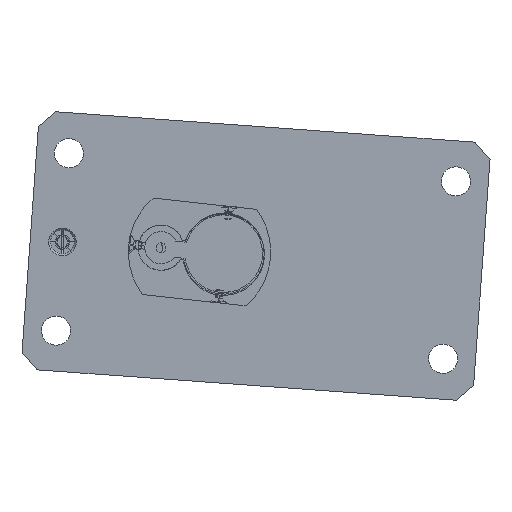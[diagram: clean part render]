
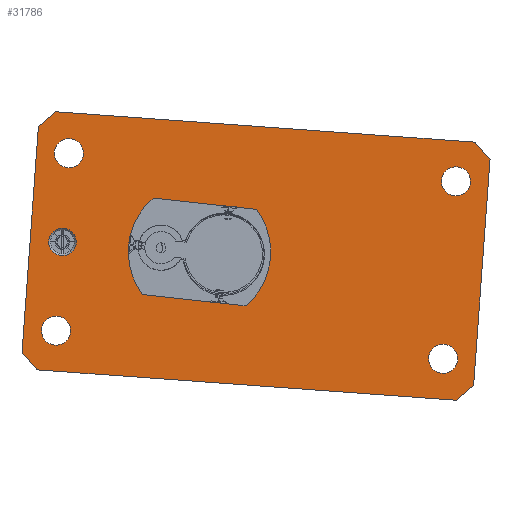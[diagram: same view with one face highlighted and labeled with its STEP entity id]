
A CAD part, left-side view. The second image highlights one B-rep face of the part: STEP entity #31786.
In plain terms, the highlighted face is planar.
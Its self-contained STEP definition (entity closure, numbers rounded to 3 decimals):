
#4048=CARTESIAN_POINT('',(-83.025,42.521,72.));
#4049=VERTEX_POINT('',#4048);
#4058=CARTESIAN_POINT('',(-92.025,42.521,72.));
#4059=VERTEX_POINT('',#4058);
#4060=CARTESIAN_POINT('',(-87.525,42.521,72.));
#4061=DIRECTION('',(0.,0.,-1.0));
#4062=DIRECTION('',(1.0,0.,0.));
#4063=AXIS2_PLACEMENT_3D('',#4060,#4061,#4062);
#4064=CIRCLE('',#4063,4.5);
#4065=EDGE_CURVE('',#4059,#4049,#4064,.T.);
#4090=CARTESIAN_POINT('',(36.975,42.521,72.));
#4091=VERTEX_POINT('',#4090);
#4100=CARTESIAN_POINT('',(27.975,42.521,72.));
#4101=VERTEX_POINT('',#4100);
#4102=CARTESIAN_POINT('',(32.475,42.521,72.));
#4103=DIRECTION('',(0.,0.,-1.0));
#4104=DIRECTION('',(1.0,0.,0.));
#4105=AXIS2_PLACEMENT_3D('',#4102,#4103,#4104);
#4106=CIRCLE('',#4105,4.5);
#4107=EDGE_CURVE('',#4101,#4091,#4106,.T.);
#4132=CARTESIAN_POINT('',(-83.025,97.521,72.));
#4133=VERTEX_POINT('',#4132);
#4142=CARTESIAN_POINT('',(-92.025,97.521,72.));
#4143=VERTEX_POINT('',#4142);
#4144=CARTESIAN_POINT('',(-87.525,97.521,72.));
#4145=DIRECTION('',(0.,0.,-1.0));
#4146=DIRECTION('',(1.0,0.,0.));
#4147=AXIS2_PLACEMENT_3D('',#4144,#4145,#4146);
#4148=CIRCLE('',#4147,4.5);
#4149=EDGE_CURVE('',#4143,#4133,#4148,.T.);
#4174=CARTESIAN_POINT('',(36.975,97.521,72.));
#4175=VERTEX_POINT('',#4174);
#4184=CARTESIAN_POINT('',(27.975,97.521,72.));
#4185=VERTEX_POINT('',#4184);
#4186=CARTESIAN_POINT('',(32.475,97.521,72.));
#4187=DIRECTION('',(0.,0.,-1.0));
#4188=DIRECTION('',(1.0,0.,0.));
#4189=AXIS2_PLACEMENT_3D('',#4186,#4187,#4188);
#4190=CIRCLE('',#4189,4.5);
#4191=EDGE_CURVE('',#4185,#4175,#4190,.T.);
#4258=CARTESIAN_POINT('',(29.448,73.004,72.));
#4259=VERTEX_POINT('',#4258);
#4273=CARTESIAN_POINT('',(35.502,67.038,72.));
#4274=VERTEX_POINT('',#4273);
#4281=CARTESIAN_POINT('',(32.475,70.021,72.));
#4282=DIRECTION('',(0.,0.,1.));
#4283=DIRECTION('',(-0.712,0.702,0.));
#4284=AXIS2_PLACEMENT_3D('',#4281,#4282,#4283);
#4285=CIRCLE('',#4284,4.25);
#4286=EDGE_CURVE('',#4274,#4259,#4285,.T.);
#4298=CARTESIAN_POINT('',(-6.525,70.021,72.));
#4299=VERTEX_POINT('',#4298);
#4315=CARTESIAN_POINT('',(-28.525,70.021,72.));
#4316=VERTEX_POINT('',#4315);
#4323=CARTESIAN_POINT('',(-17.525,70.021,72.));
#4324=DIRECTION('',(0.,0.,-1.0));
#4325=DIRECTION('',(1.0,0.,0.));
#4326=AXIS2_PLACEMENT_3D('',#4323,#4324,#4325);
#4327=CIRCLE('',#4326,11.0);
#4328=EDGE_CURVE('',#4299,#4316,#4327,.T.);
#4378=CARTESIAN_POINT('',(7.518,67.725,72.));
#4379=VERTEX_POINT('',#4378);
#4395=CARTESIAN_POINT('',(-3.568,72.317,72.));
#4396=VERTEX_POINT('',#4395);
#4403=CARTESIAN_POINT('',(1.975,70.021,72.));
#4404=DIRECTION('',(0.,0.,-1.0));
#4405=DIRECTION('',(0.924,-0.383,0.));
#4406=AXIS2_PLACEMENT_3D('',#4403,#4404,#4405);
#4407=CIRCLE('',#4406,6.0);
#4408=EDGE_CURVE('',#4379,#4396,#4407,.T.);
#31591=CARTESIAN_POINT('',(1.975,70.021,72.));
#31592=DIRECTION('',(0.,0.,-1.0));
#31593=DIRECTION('',(0.924,-0.383,0.));
#31594=AXIS2_PLACEMENT_3D('',#31591,#31592,#31593);
#31595=CIRCLE('',#31594,6.0);
#31596=EDGE_CURVE('',#4396,#4379,#31595,.T.);
#31621=CARTESIAN_POINT('',(-17.525,70.021,72.));
#31622=DIRECTION('',(0.,0.,-1.0));
#31623=DIRECTION('',(1.0,0.,0.));
#31624=AXIS2_PLACEMENT_3D('',#31621,#31622,#31623);
#31625=CIRCLE('',#31624,11.0);
#31626=EDGE_CURVE('',#4316,#4299,#31625,.T.);
#31639=CARTESIAN_POINT('',(32.475,70.021,72.));
#31640=DIRECTION('',(0.,0.,1.));
#31641=DIRECTION('',(-0.712,0.702,0.));
#31642=AXIS2_PLACEMENT_3D('',#31639,#31640,#31641);
#31643=CIRCLE('',#31642,4.25);
#31644=EDGE_CURVE('',#4259,#4274,#31643,.T.);
#31663=CARTESIAN_POINT('',(-26.807,70.021,72.));
#31664=DIRECTION('',(0.,0.,-1.0));
#31665=DIRECTION('',(0.,1.0,0.));
#31666=AXIS2_PLACEMENT_3D('',#31663,#31664,#31665);
#31667=PLANE('',#31666);
#31668=CARTESIAN_POINT('',(37.475,110.021,72.));
#31669=VERTEX_POINT('',#31668);
#31670=CARTESIAN_POINT('',(42.475,105.021,72.));
#31671=VERTEX_POINT('',#31670);
#31672=CARTESIAN_POINT('',(37.475,110.021,72.));
#31673=DIRECTION('',(0.707,-0.707,0.));
#31674=VECTOR('',#31673,7.071);
#31675=LINE('',#31672,#31674);
#31676=EDGE_CURVE('',#31669,#31671,#31675,.T.);
#31677=ORIENTED_EDGE('',*,*,#31676,.F.);
#31678=CARTESIAN_POINT('',(-92.525,110.021,72.));
#31679=VERTEX_POINT('',#31678);
#31680=CARTESIAN_POINT('',(-92.525,110.021,72.));
#31681=DIRECTION('',(1.0,0.,0.));
#31682=VECTOR('',#31681,130.0);
#31683=LINE('',#31680,#31682);
#31684=EDGE_CURVE('',#31679,#31669,#31683,.T.);
#31685=ORIENTED_EDGE('',*,*,#31684,.F.);
#31686=CARTESIAN_POINT('',(-97.525,105.021,72.));
#31687=VERTEX_POINT('',#31686);
#31688=CARTESIAN_POINT('',(-97.525,105.021,72.));
#31689=DIRECTION('',(0.707,0.707,0.));
#31690=VECTOR('',#31689,7.071);
#31691=LINE('',#31688,#31690);
#31692=EDGE_CURVE('',#31687,#31679,#31691,.T.);
#31693=ORIENTED_EDGE('',*,*,#31692,.F.);
#31694=CARTESIAN_POINT('',(-97.525,35.021,72.));
#31695=VERTEX_POINT('',#31694);
#31696=CARTESIAN_POINT('',(-97.525,35.021,72.));
#31697=DIRECTION('',(0.,1.0,0.));
#31698=VECTOR('',#31697,70.0);
#31699=LINE('',#31696,#31698);
#31700=EDGE_CURVE('',#31695,#31687,#31699,.T.);
#31701=ORIENTED_EDGE('',*,*,#31700,.F.);
#31702=CARTESIAN_POINT('',(-92.525,30.021,72.));
#31703=VERTEX_POINT('',#31702);
#31704=CARTESIAN_POINT('',(-92.525,30.021,72.));
#31705=DIRECTION('',(-0.707,0.707,0.));
#31706=VECTOR('',#31705,7.071);
#31707=LINE('',#31704,#31706);
#31708=EDGE_CURVE('',#31703,#31695,#31707,.T.);
#31709=ORIENTED_EDGE('',*,*,#31708,.F.);
#31710=CARTESIAN_POINT('',(37.475,30.021,72.));
#31711=VERTEX_POINT('',#31710);
#31712=CARTESIAN_POINT('',(37.475,30.021,72.));
#31713=DIRECTION('',(-1.0,0.,0.));
#31714=VECTOR('',#31713,130.0);
#31715=LINE('',#31712,#31714);
#31716=EDGE_CURVE('',#31711,#31703,#31715,.T.);
#31717=ORIENTED_EDGE('',*,*,#31716,.F.);
#31718=CARTESIAN_POINT('',(42.475,35.021,72.));
#31719=VERTEX_POINT('',#31718);
#31720=CARTESIAN_POINT('',(42.475,35.021,72.));
#31721=DIRECTION('',(-0.707,-0.707,0.));
#31722=VECTOR('',#31721,7.071);
#31723=LINE('',#31720,#31722);
#31724=EDGE_CURVE('',#31719,#31711,#31723,.T.);
#31725=ORIENTED_EDGE('',*,*,#31724,.F.);
#31726=CARTESIAN_POINT('',(42.475,105.021,72.));
#31727=DIRECTION('',(0.,-1.0,0.));
#31728=VECTOR('',#31727,70.);
#31729=LINE('',#31726,#31728);
#31730=EDGE_CURVE('',#31671,#31719,#31729,.T.);
#31731=ORIENTED_EDGE('',*,*,#31730,.F.);
#31732=EDGE_LOOP('',(#31677,#31685,#31693,#31701,#31709,#31717,#31725,#31731));
#31733=FACE_OUTER_BOUND('',#31732,.T.);
#31734=ORIENTED_EDGE('',*,*,#4328,.T.);
#31735=ORIENTED_EDGE('',*,*,#31626,.T.);
#31736=EDGE_LOOP('',(#31734,#31735));
#31737=FACE_BOUND('',#31736,.T.);
#31738=ORIENTED_EDGE('',*,*,#4065,.T.);
#31739=CARTESIAN_POINT('',(-87.525,42.521,72.));
#31740=DIRECTION('',(0.,0.,-1.0));
#31741=DIRECTION('',(1.0,0.,0.));
#31742=AXIS2_PLACEMENT_3D('',#31739,#31740,#31741);
#31743=CIRCLE('',#31742,4.5);
#31744=EDGE_CURVE('',#4049,#4059,#31743,.T.);
#31745=ORIENTED_EDGE('',*,*,#31744,.T.);
#31746=EDGE_LOOP('',(#31738,#31745));
#31747=FACE_BOUND('',#31746,.T.);
#31748=ORIENTED_EDGE('',*,*,#4107,.T.);
#31749=CARTESIAN_POINT('',(32.475,42.521,72.));
#31750=DIRECTION('',(0.,0.,-1.0));
#31751=DIRECTION('',(1.0,0.,0.));
#31752=AXIS2_PLACEMENT_3D('',#31749,#31750,#31751);
#31753=CIRCLE('',#31752,4.5);
#31754=EDGE_CURVE('',#4091,#4101,#31753,.T.);
#31755=ORIENTED_EDGE('',*,*,#31754,.T.);
#31756=EDGE_LOOP('',(#31748,#31755));
#31757=FACE_BOUND('',#31756,.T.);
#31758=ORIENTED_EDGE('',*,*,#4149,.T.);
#31759=CARTESIAN_POINT('',(-87.525,97.521,72.));
#31760=DIRECTION('',(0.,0.,-1.0));
#31761=DIRECTION('',(1.0,0.,0.));
#31762=AXIS2_PLACEMENT_3D('',#31759,#31760,#31761);
#31763=CIRCLE('',#31762,4.5);
#31764=EDGE_CURVE('',#4133,#4143,#31763,.T.);
#31765=ORIENTED_EDGE('',*,*,#31764,.T.);
#31766=EDGE_LOOP('',(#31758,#31765));
#31767=FACE_BOUND('',#31766,.T.);
#31768=ORIENTED_EDGE('',*,*,#4191,.T.);
#31769=CARTESIAN_POINT('',(32.475,97.521,72.));
#31770=DIRECTION('',(0.,0.,-1.0));
#31771=DIRECTION('',(1.0,0.,0.));
#31772=AXIS2_PLACEMENT_3D('',#31769,#31770,#31771);
#31773=CIRCLE('',#31772,4.5);
#31774=EDGE_CURVE('',#4175,#4185,#31773,.T.);
#31775=ORIENTED_EDGE('',*,*,#31774,.T.);
#31776=EDGE_LOOP('',(#31768,#31775));
#31777=FACE_BOUND('',#31776,.T.);
#31778=ORIENTED_EDGE('',*,*,#4408,.T.);
#31779=ORIENTED_EDGE('',*,*,#31596,.T.);
#31780=EDGE_LOOP('',(#31778,#31779));
#31781=FACE_BOUND('',#31780,.T.);
#31782=ORIENTED_EDGE('',*,*,#4286,.F.);
#31783=ORIENTED_EDGE('',*,*,#31644,.F.);
#31784=EDGE_LOOP('',(#31782,#31783));
#31785=FACE_BOUND('',#31784,.T.);
#31786=ADVANCED_FACE('',(#31733,#31737,#31747,#31757,#31767,#31777,#31781,#31785),#31667,.F.);
